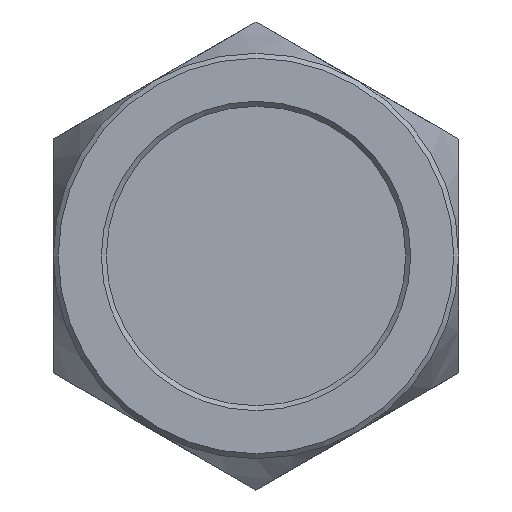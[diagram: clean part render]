
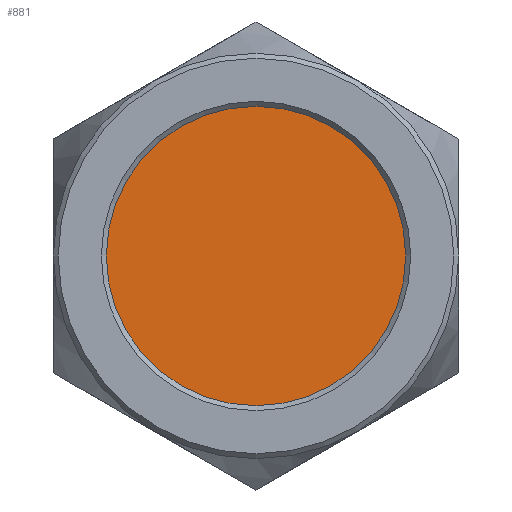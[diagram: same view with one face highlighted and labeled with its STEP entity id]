
A CAD part, left-side view. The second image highlights one B-rep face of the part: STEP entity #881.
In plain terms, the highlighted planar face has unit normal (-1, 0, 0).
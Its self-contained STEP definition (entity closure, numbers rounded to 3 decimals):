
#90 = AXIS2_PLACEMENT_3D ( 'NONE', #239, #1017, #505 ) ;
#169 = EDGE_LOOP ( 'NONE', ( #495 ) ) ;
#182 = VERTEX_POINT ( 'NONE', #389 ) ;
#186 = CARTESIAN_POINT ( 'NONE',  ( -9.734, 0., 0. ) ) ;
#202 = EDGE_CURVE ( 'NONE', #182, #182, #215, .T. ) ;
#215 = CIRCLE ( 'NONE', #711, 15.145 ) ;
#239 = CARTESIAN_POINT ( 'NONE',  ( -9.734, 15.145, 0. ) ) ;
#358 = DIRECTION ( 'NONE',  ( -1., 0., 0. ) ) ;
#389 = CARTESIAN_POINT ( 'NONE',  ( -9.734, 0., 15.145 ) ) ;
#495 = ORIENTED_EDGE ( 'NONE', *, *, #202, .T. ) ;
#505 = DIRECTION ( 'NONE',  ( 0., 0., -1. ) ) ;
#580 = FACE_OUTER_BOUND ( 'NONE', #169, .T. ) ;
#685 = DIRECTION ( 'NONE',  ( 0., 0., 1. ) ) ;
#711 = AXIS2_PLACEMENT_3D ( 'NONE', #186, #358, #685 ) ;
#881 = ADVANCED_FACE ( 'NONE', ( #580 ), #937, .F. ) ;
#937 = PLANE ( 'NONE',  #90 ) ;
#1017 = DIRECTION ( 'NONE',  ( 1., 0., 0. ) ) ;
